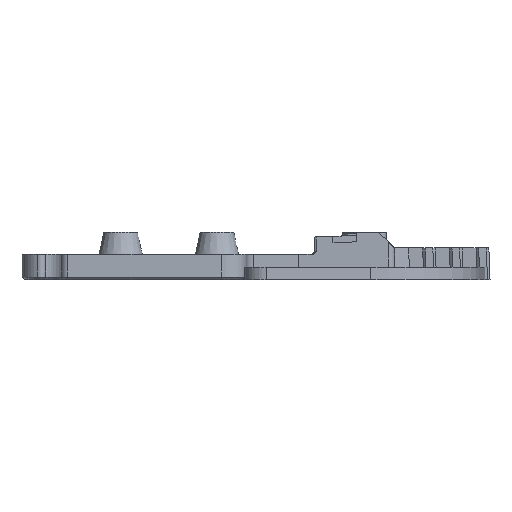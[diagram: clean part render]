
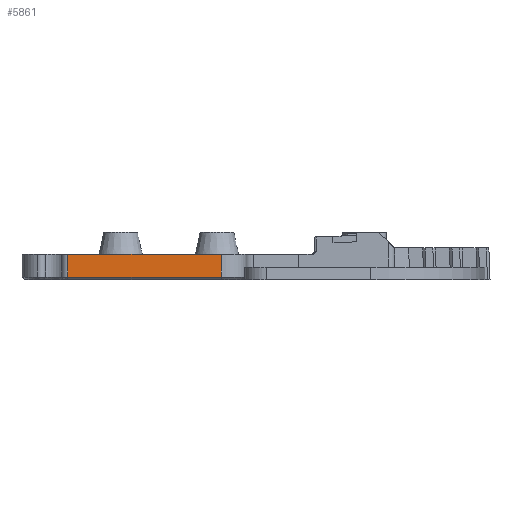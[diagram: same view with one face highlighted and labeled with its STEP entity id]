
A CAD part, left-side view. The second image highlights one B-rep face of the part: STEP entity #5861.
In plain terms, the highlighted planar face has unit normal (-1, 0, 0).
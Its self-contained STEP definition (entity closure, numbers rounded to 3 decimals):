
#561=FACE_OUTER_BOUND('',#915,.T.);
#915=EDGE_LOOP('',(#4097,#4098,#4099,#4100));
#1294=LINE('',#8823,#1869);
#1344=LINE('',#9055,#1919);
#1346=LINE('',#9059,#1921);
#1347=LINE('',#9060,#1922);
#1869=VECTOR('',#6934,10.);
#1919=VECTOR('',#7114,10.);
#1921=VECTOR('',#7118,10.);
#1922=VECTOR('',#7119,10.);
#2464=VERTEX_POINT('',#8820);
#2465=VERTEX_POINT('',#8822);
#2548=VERTEX_POINT('',#9045);
#2551=VERTEX_POINT('',#9058);
#3044=EDGE_CURVE('',#2464,#2465,#1294,.T.);
#3149=EDGE_CURVE('',#2464,#2548,#1344,.T.);
#3151=EDGE_CURVE('',#2551,#2548,#1346,.T.);
#3152=EDGE_CURVE('',#2465,#2551,#1347,.T.);
#4097=ORIENTED_EDGE('',*,*,#3151,.F.);
#4098=ORIENTED_EDGE('',*,*,#3152,.F.);
#4099=ORIENTED_EDGE('',*,*,#3044,.F.);
#4100=ORIENTED_EDGE('',*,*,#3149,.T.);
#5649=PLANE('',#6293);
#5861=ADVANCED_FACE('',(#561),#5649,.F.);
#6293=AXIS2_PLACEMENT_3D('',#9057,#7116,#7117);
#6934=DIRECTION('',(0.,-1.,0.));
#7114=DIRECTION('',(0.,0.,-1.));
#7116=DIRECTION('center_axis',(1.,0.,0.));
#7117=DIRECTION('ref_axis',(0.,0.,
-1.));
#7118=DIRECTION('',(0.,1.,0.));
#7119=DIRECTION('',(0.,0.,-1.));
#8820=CARTESIAN_POINT('',(-26.283,11.802,33.359));
#8822=CARTESIAN_POINT('',(-26.283,-12.291,33.359));
#8823=CARTESIAN_POINT('',(-26.283,7.924,33.359));
#9045=CARTESIAN_POINT('',(-26.283,11.802,29.759));
#9055=CARTESIAN_POINT('',(-26.283,11.802,33.359));
#9057=CARTESIAN_POINT('Origin',(-26.283,5.899,38.284));
#9058=CARTESIAN_POINT('',(-26.283,-12.291,29.759));
#9059=CARTESIAN_POINT('',(-26.283,-2.928,29.759));
#9060=CARTESIAN_POINT('',(-26.283,-12.291,37.814));
